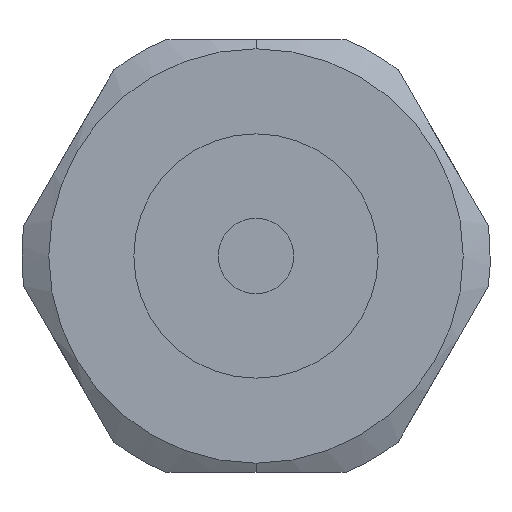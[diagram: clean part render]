
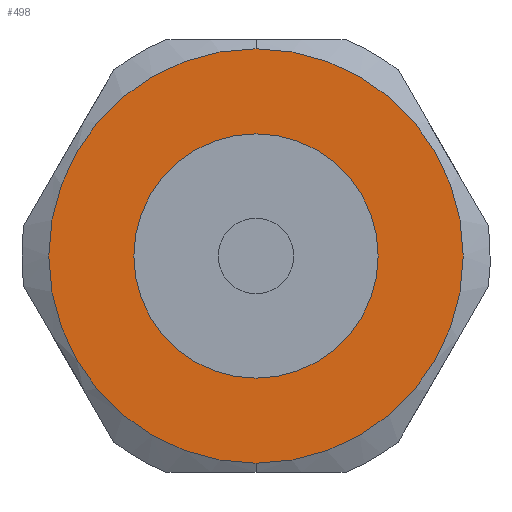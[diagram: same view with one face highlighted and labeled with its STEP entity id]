
A CAD part, front view. The second image highlights one B-rep face of the part: STEP entity #498.
In plain terms, the highlighted planar face has unit normal (0, -1, 0).
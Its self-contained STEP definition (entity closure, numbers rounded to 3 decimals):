
#498=ADVANCED_FACE('',(#1012,#1013),#1014,.T.);
#1012=FACE_BOUND('',#1528,.T.);
#1013=FACE_OUTER_BOUND('',#1529,.T.);
#1014=PLANE('',#1530);
#1528=EDGE_LOOP('',(#2918,#2919));
#1529=EDGE_LOOP('',(#2920,#2921));
#1530=AXIS2_PLACEMENT_3D('',#2922,#2923,#2924);
#2918=ORIENTED_EDGE('',*,*,#3559,.T.);
#2919=ORIENTED_EDGE('',*,*,#3019,.T.);
#2920=ORIENTED_EDGE('',*,*,#3040,.T.);
#2921=ORIENTED_EDGE('',*,*,#3505,.T.);
#2922=CARTESIAN_POINT('',(5.5,-7.6,0.0));
#2923=DIRECTION('',(0.0,-1.0,0.0));
#2924=DIRECTION('',(0.0,0.0,-1.0));
#3019=EDGE_CURVE('',#3585,#3582,#3586,.T.);
#3040=EDGE_CURVE('',#3618,#3615,#3619,.T.);
#3505=EDGE_CURVE('',#3615,#3618,#4297,.T.);
#3559=EDGE_CURVE('',#3582,#3585,#4363,.T.);
#3582=VERTEX_POINT('',#4386);
#3585=VERTEX_POINT('',#4389);
#3586=CIRCLE('',#4390,6.5);
#3615=VERTEX_POINT('',#4427);
#3618=VERTEX_POINT('',#4431);
#3619=CIRCLE('',#4432,11.5);
#4297=CIRCLE('',#5450,11.5);
#4363=CIRCLE('',#5564,6.5);
#4386=CARTESIAN_POINT('',(0.0,-7.6,-6.5));
#4389=CARTESIAN_POINT('',(0.,-7.6,6.5));
#4390=AXIS2_PLACEMENT_3D('',#5592,#5593,#5594);
#4427=CARTESIAN_POINT('',(0.,-7.6,11.5));
#4431=CARTESIAN_POINT('',(0.0,-7.6,-11.5));
#4432=AXIS2_PLACEMENT_3D('',#5622,#5623,#5624);
#5450=AXIS2_PLACEMENT_3D('',#6132,#6133,#6134);
#5564=AXIS2_PLACEMENT_3D('',#6183,#6184,#6185);
#5592=CARTESIAN_POINT('',(0.0,-7.6,0.0));
#5593=DIRECTION('',(0.0,1.0,0.0));
#5594=DIRECTION('',(0.0,0.0,-1.0));
#5622=CARTESIAN_POINT('',(0.0,-7.6,0.0));
#5623=DIRECTION('',(0.0,-1.0,0.0));
#5624=DIRECTION('',(0.0,0.0,-1.0));
#6132=CARTESIAN_POINT('',(0.0,-7.6,0.0));
#6133=DIRECTION('',(0.0,-1.0,0.0));
#6134=DIRECTION('',(0.0,0.0,-1.0));
#6183=CARTESIAN_POINT('',(0.0,-7.6,0.0));
#6184=DIRECTION('',(0.0,1.0,0.0));
#6185=DIRECTION('',(0.0,0.0,-1.0));
